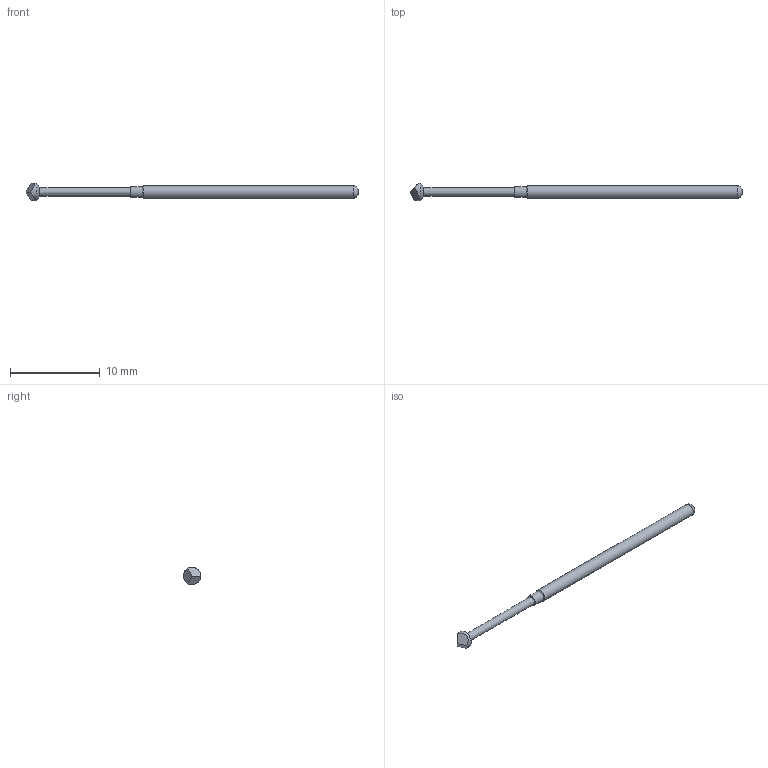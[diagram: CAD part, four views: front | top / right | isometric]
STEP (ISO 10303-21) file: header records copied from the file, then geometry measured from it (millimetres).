
FILE_DESCRIPTION (( 'STEP AP214' ), '1' );
FILE_NAME ('100-PR_4023_.STEP', '2017-01-20T15:50:20', ( '' ), ( '' ), 'SwSTEP 2.0', 'SolidWorks 2016', '' );
FILE_SCHEMA (( 'AUTOMOTIVE_DESIGN' ));
Length unit declared in the file: inch
Products named in the file (1): 100-PR_4023_
Bounding box: 37.09 x 1.96 x 1.96 mm (x, y, z)
Volume: 46.2 mm3; surface area: 148.8 mm2
Topology: 1 solids, 1 shells, 14 faces, 31 edges, 20 vertices
Faces by surface type: plane 6, cone 4, cylinder 3, torus 1
Full cylindrical faces by diameter (mm): 1.219 x1, 1.367 x1, 1.956 x1
Entity records: 525 total; most frequent: CARTESIAN_POINT 57, DIRECTION 54, ORIENTED_EDGE 36, AXIS2_PLACEMENT_3D 24, EDGE_LOOP 23, EDGE_CURVE 18, FACE_OUTER_BOUND 18, LENGTH_MEASURE_WITH_UNIT 17
